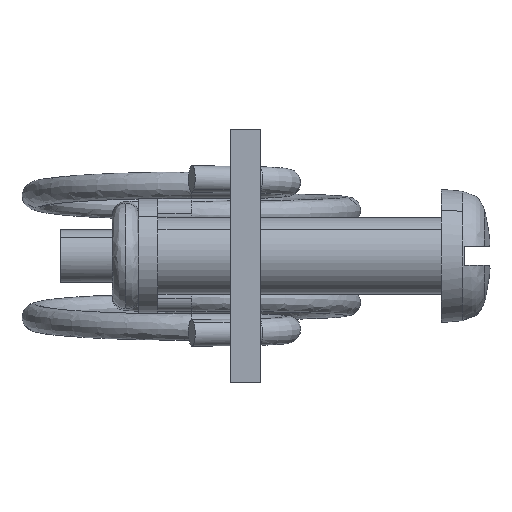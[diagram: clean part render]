
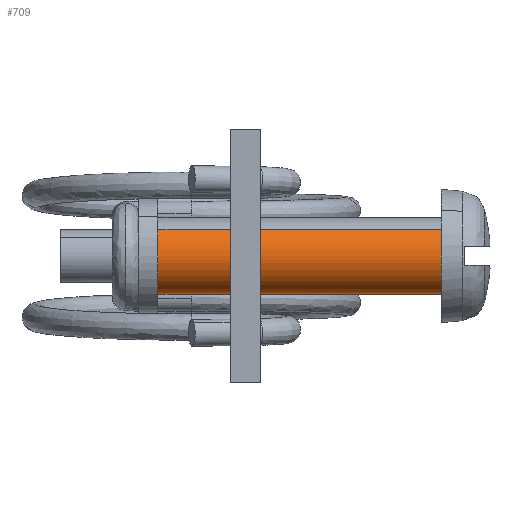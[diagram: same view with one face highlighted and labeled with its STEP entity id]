
A CAD part, top view. The second image highlights one B-rep face of the part: STEP entity #709.
In plain terms, the highlighted free-form (B-spline) face has degree [2, 1] with [5, 2] control points.
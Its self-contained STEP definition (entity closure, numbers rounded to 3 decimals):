
#505=CARTESIAN_POINT('',(-14.9,-1.377,-1.451));
#506=VERTEX_POINT('',#505);
#517=CARTESIAN_POINT('',(-14.9,-2.,0.));
#518=VERTEX_POINT('',#517);
#519=CARTESIAN_POINT('',(-14.9,-1.377,-1.451));
#520=CARTESIAN_POINT('',(-14.9,-1.506,-1.329));
#521=CARTESIAN_POINT('',(-14.9,-1.693,-1.096));
#522=CARTESIAN_POINT('',(-14.9,-1.854,-0.769));
#523=CARTESIAN_POINT('',(-14.9,-1.967,-0.423));
#524=CARTESIAN_POINT('',(-14.9,-2.,-0.178));
#525=CARTESIAN_POINT('',(-14.9,-2.,0.));
#526=B_SPLINE_CURVE_WITH_KNOTS('',3,(#519,#520,#521,#522,#523,#524,#525),.UNSPECIFIED.,.F.,.U.,(4,1,1,1,4),(0.,0.533,0.888,1.091,1.623),.UNSPECIFIED.);
#527=EDGE_CURVE('',#506,#518,#526,.T.);
#529=CARTESIAN_POINT('',(-14.9,0.0,2.0));
#530=VERTEX_POINT('',#529);
#531=CARTESIAN_POINT('',(-14.9,-2.,0.));
#532=CARTESIAN_POINT('',(-14.9,-2.,0.155));
#533=CARTESIAN_POINT('',(-14.9,-1.967,0.434));
#534=CARTESIAN_POINT('',(-14.9,-1.844,0.8));
#535=CARTESIAN_POINT('',(-14.9,-1.68,1.103));
#536=CARTESIAN_POINT('',(-14.9,-1.462,1.381));
#537=CARTESIAN_POINT('',(-14.9,-1.155,1.653));
#538=CARTESIAN_POINT('',(-14.9,-0.83,1.832));
#539=CARTESIAN_POINT('',(-14.9,-0.434,1.966));
#540=CARTESIAN_POINT('',(-14.9,-0.18,2.));
#541=CARTESIAN_POINT('',(-14.9,0.0,2.0));
#542=B_SPLINE_CURVE_WITH_KNOTS('',3,(#531,#532,#533,#534,#535,#536,#537,#538,#539,#540,#541),.UNSPECIFIED.,.F.,.U.,(4,1,1,1,1,1,1,1,4),(0.,0.466,0.834,1.154,1.497,1.89,2.381,2.602,3.142),.UNSPECIFIED.);
#543=EDGE_CURVE('',#518,#530,#542,.T.);
#545=CARTESIAN_POINT('',(-14.9,1.377,1.451));
#546=VERTEX_POINT('',#545);
#547=CARTESIAN_POINT('',(-14.9,0.0,2.0));
#548=CARTESIAN_POINT('',(-14.9,0.15,2.));
#549=CARTESIAN_POINT('',(-14.9,0.427,1.969));
#550=CARTESIAN_POINT('',(-14.9,0.797,1.846));
#551=CARTESIAN_POINT('',(-14.9,1.11,1.675));
#552=CARTESIAN_POINT('',(-14.9,1.291,1.532));
#553=CARTESIAN_POINT('',(-14.9,1.377,1.451));
#554=B_SPLINE_CURVE_WITH_KNOTS('',3,(#547,#548,#549,#550,#551,#552,#553),.UNSPECIFIED.,.F.,.U.,(4,1,1,1,4),(0.,0.451,0.83,1.163,1.518),.UNSPECIFIED.);
#555=EDGE_CURVE('',#530,#546,#554,.T.);
#589=CARTESIAN_POINT('',(0.,1.377,1.451));
#590=VERTEX_POINT('',#589);
#591=CARTESIAN_POINT('',(0.,1.377,1.451));
#592=CARTESIAN_POINT('',(-14.9,1.377,1.451));
#593=QUASI_UNIFORM_CURVE('',1,(#591,#592),.UNSPECIFIED.,.F.,.U.);
#594=EDGE_CURVE('',#590,#546,#593,.T.);
#624=CARTESIAN_POINT('',(0.,-1.377,-1.451));
#625=VERTEX_POINT('',#624);
#636=CARTESIAN_POINT('',(0.,-1.377,-1.451));
#637=CARTESIAN_POINT('',(-14.9,-1.377,-1.451));
#638=QUASI_UNIFORM_CURVE('',1,(#636,#637),.UNSPECIFIED.,.F.,.U.);
#639=EDGE_CURVE('',#625,#506,#638,.T.);
#646=CARTESIAN_POINT('',(0.373,-1.377,-1.451));
#647=CARTESIAN_POINT('',(0.373,-2.827,-0.074));
#648=CARTESIAN_POINT('',(0.373,-1.451,1.377));
#649=CARTESIAN_POINT('',(0.373,-0.074,2.827));
#650=CARTESIAN_POINT('',(0.373,1.377,1.451));
#651=CARTESIAN_POINT('',(-15.282,-1.377,-1.451));
#652=CARTESIAN_POINT('',(-15.282,-2.827,-0.074));
#653=CARTESIAN_POINT('',(-15.282,-1.451,1.377));
#654=CARTESIAN_POINT('',(-15.282,-0.074,2.827));
#655=CARTESIAN_POINT('',(-15.282,1.377,1.451));
#663=(BOUNDED_SURFACE()B_SPLINE_SURFACE(2,1,((#646,#651),(#647,#652),(#648,#653),(#649,#654),(#650,#655)),.UNSPECIFIED.,.F.,.F.,.U.)B_SPLINE_SURFACE_WITH_KNOTS((3,2,3),(2,2),(0.0,3.314,6.627),(0.0,15.654),.UNSPECIFIED.)GEOMETRIC_REPRESENTATION_ITEM()RATIONAL_B_SPLINE_SURFACE(((1.0,1.0),(0.707,0.707),(1.0,1.0),(0.707,0.707),(1.0,1.0)))REPRESENTATION_ITEM('')SURFACE());
#664=ORIENTED_EDGE('',*,*,#555,.F.);
#665=ORIENTED_EDGE('',*,*,#543,.F.);
#666=ORIENTED_EDGE('',*,*,#527,.F.);
#667=ORIENTED_EDGE('',*,*,#639,.F.);
#668=CARTESIAN_POINT('',(0.0,-2.,0.));
#669=VERTEX_POINT('',#668);
#670=CARTESIAN_POINT('',(0.,-1.377,-1.451));
#671=CARTESIAN_POINT('',(0.,-1.493,-1.34));
#672=CARTESIAN_POINT('',(0.,-1.661,-1.137));
#673=CARTESIAN_POINT('',(0.,-1.851,-0.786));
#674=CARTESIAN_POINT('',(0.,-1.97,-0.423));
#675=CARTESIAN_POINT('',(0.,-2.,-0.144));
#676=CARTESIAN_POINT('',(0.0,-2.,0.));
#677=B_SPLINE_CURVE_WITH_KNOTS('',3,(#670,#671,#672,#673,#674,#675,#676),.UNSPECIFIED.,.F.,.U.,(4,1,1,1,4),(0.,0.482,0.786,1.192,1.623),.UNSPECIFIED.);
#678=EDGE_CURVE('',#625,#669,#677,.T.);
#679=ORIENTED_EDGE('',*,*,#678,.T.);
#680=CARTESIAN_POINT('',(0.0,0.0,2.0));
#681=VERTEX_POINT('',#680);
#682=CARTESIAN_POINT('',(0.0,-2.,0.));
#683=CARTESIAN_POINT('',(0.0,-2.,0.155));
#684=CARTESIAN_POINT('',(0.0,-1.967,0.434));
#685=CARTESIAN_POINT('',(0.0,-1.844,0.8));
#686=CARTESIAN_POINT('',(0.0,-1.68,1.103));
#687=CARTESIAN_POINT('',(0.0,-1.462,1.381));
#688=CARTESIAN_POINT('',(0.0,-1.155,1.653));
#689=CARTESIAN_POINT('',(0.0,-0.765,1.868));
#690=CARTESIAN_POINT('',(0.0,-0.36,1.98));
#691=CARTESIAN_POINT('',(0.0,-0.106,2.));
#692=CARTESIAN_POINT('',(0.0,0.0,2.0));
#693=B_SPLINE_CURVE_WITH_KNOTS('',3,(#682,#683,#684,#685,#686,#687,#688,#689,#690,#691,#692),.UNSPECIFIED.,.F.,.U.,(4,1,1,1,1,1,1,1,4),(0.,0.466,0.834,1.154,1.497,1.89,2.381,2.823,3.142),.UNSPECIFIED.);
#694=EDGE_CURVE('',#669,#681,#693,.T.);
#695=ORIENTED_EDGE('',*,*,#694,.T.);
#696=CARTESIAN_POINT('',(0.0,0.0,2.0));
#697=CARTESIAN_POINT('',(0.,0.15,2.));
#698=CARTESIAN_POINT('',(0.,0.427,1.969));
#699=CARTESIAN_POINT('',(0.,0.781,1.851));
#700=CARTESIAN_POINT('',(0.,1.097,1.684));
#701=CARTESIAN_POINT('',(0.,1.279,1.543));
#702=CARTESIAN_POINT('',(0.,1.377,1.451));
#703=B_SPLINE_CURVE_WITH_KNOTS('',3,(#696,#697,#698,#699,#700,#701,#702),.UNSPECIFIED.,.F.,.U.,(4,1,1,1,4),(0.,0.451,0.83,1.115,1.518),.UNSPECIFIED.);
#704=EDGE_CURVE('',#681,#590,#703,.T.);
#705=ORIENTED_EDGE('',*,*,#704,.T.);
#706=ORIENTED_EDGE('',*,*,#594,.T.);
#707=EDGE_LOOP('',(#664,#665,#666,#667,#679,#695,#705,#706));
#708=FACE_OUTER_BOUND('',#707,.T.);
#709=ADVANCED_FACE('',(#708),#663,.T.);
